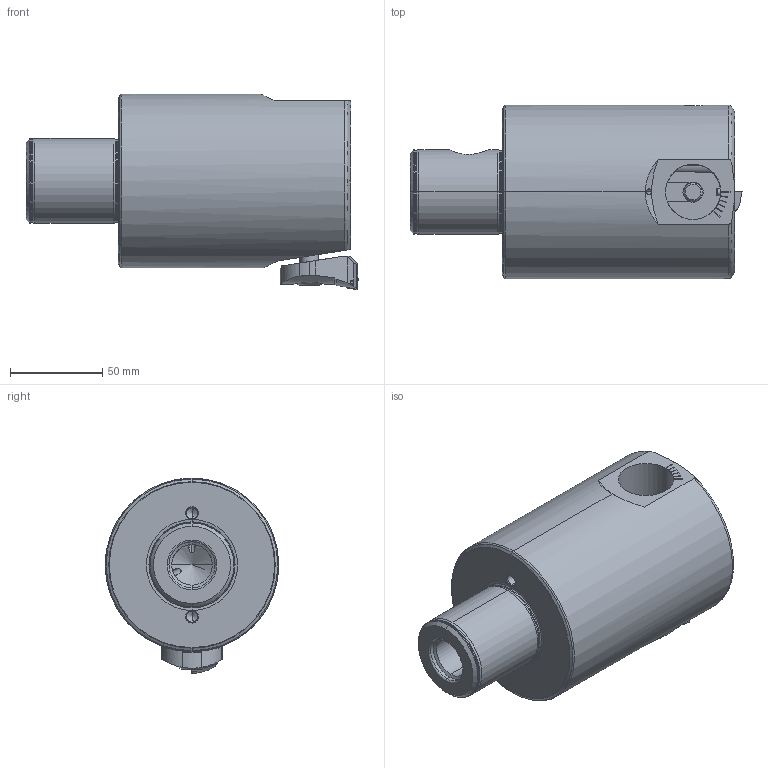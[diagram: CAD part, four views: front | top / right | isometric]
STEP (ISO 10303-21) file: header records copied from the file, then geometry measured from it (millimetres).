
FILE_DESCRIPTION (( 'STEP AP203' ), '1' );
FILE_NAME ('ST7-F94.K21.130.STEP', '2016-02-12T10:04:53', ( 'SWIAdmin' ), ( 'Hewlett-Packard Company' ), 'SwSTEP 2.0', 'SolidWorks 2015', '' );
FILE_SCHEMA (( 'CONFIG_CONTROL_DESIGN' ));
Length unit declared in the file: millimetre
Products named in the file (10): F55-WCA.001.013; ST7-F94.K20.130_B; ST7-F94.K21.130; Klebstoff D10; A55-BG3.011.033_A_gek〉zt; WCB-ER2.001.009_A; F55-ER1.101.016_A; F55-WCA.001.013_C_fertigbearbeitet; CCMT060204; WCA-ER2.001.006_A
Assembly tree (9 placements, depth 3):
  ST7-F94.K21.130
    ST7-F94.K20.130_B
    Klebstoff D10
    A55-BG3.011.033_A_gek〉zt
    WCB-ER2.001.009_A
    F55-ER1.101.016_A
    F55-WCA.001.013
      F55-WCA.001.013_C_fertigbearbeitet
      CCMT060204
      WCA-ER2.001.006_A
Bounding box: 180 x 94 x 106.03 mm (x, y, z)
Volume: 839609 mm3; surface area: 82123 mm2
Topology: 8 solids, 8 shells, 381 faces, 957 edges, 583 vertices
Faces by surface type: cylinder 124, plane 103, cone 91, torus 45, bspline 14, sphere 4
Entity records: 14082 total; most frequent: CARTESIAN_POINT 4244, ORIENTED_EDGE 1886, DIRECTION 1829, EDGE_CURVE 943, AXIS2_PLACEMENT_3D 734, VERTEX_POINT 583, EDGE_LOOP 406, ADVANCED_FACE 381
